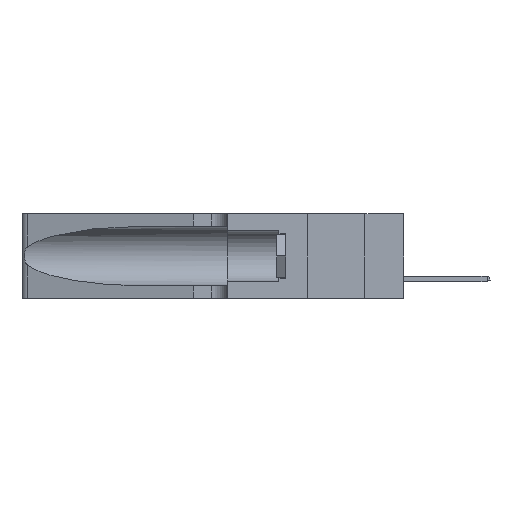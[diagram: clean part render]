
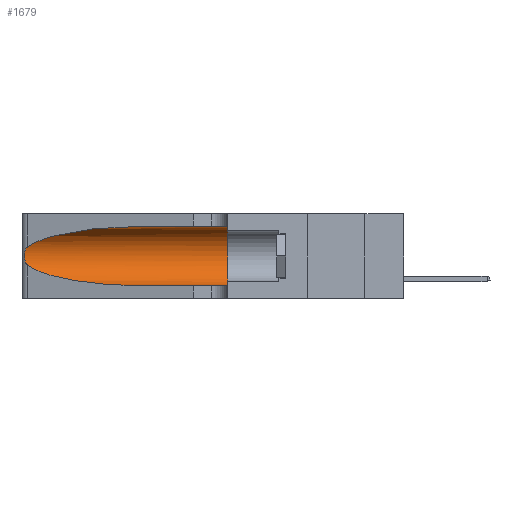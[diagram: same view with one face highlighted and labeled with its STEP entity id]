
A CAD part, left-side view. The second image highlights one B-rep face of the part: STEP entity #1679.
In plain terms, the highlighted cylindrical face has radius 3.308 mm (diameter 6.617 mm), a partial arc.
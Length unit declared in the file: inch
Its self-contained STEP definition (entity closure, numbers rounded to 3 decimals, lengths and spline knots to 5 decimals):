
#1679 = ADVANCED_FACE ( 'NONE', ( #35223 ), #20529, .F. ) ;
#2230 = CARTESIAN_POINT ( 'NONE',  ( 0.18966, 0.96281, 0.05475 ) ) ;
#2569 = CARTESIAN_POINT ( 'NONE',  ( 0.1305, 0.35, 0.185 ) ) ;
#3387 = AXIS2_PLACEMENT_3D ( 'NONE', #37146, #15433, #36689 ) ;
#5941 = LINE ( 'NONE', #37142, #20141 ) ;
#8399 =( BOUNDED_CURVE ( )  B_SPLINE_CURVE ( 3, ( #38739, #10055, #17362, #34736 ),
 .UNSPECIFIED., .F., .F. ) 
 B_SPLINE_CURVE_WITH_KNOTS ( ( 4, 4 ),
 ( 1.5708, 2.84003 ),
 .UNSPECIFIED. ) 
 CURVE ( )  GEOMETRIC_REPRESENTATION_ITEM ( )  RATIONAL_B_SPLINE_CURVE ( ( 1., 0.87, 0.87, 1. ) ) 
 REPRESENTATION_ITEM ( '' )  );
#8465 = CARTESIAN_POINT ( 'NONE',  ( 0.25787, 1.23484, 0.2124 ) ) ;
#9247 = VECTOR ( 'NONE', #20199, 39.37008 ) ;
#9249 = CARTESIAN_POINT ( 'NONE',  ( 0.1305, 1.61858, 0.31525 ) ) ;
#10055 = CARTESIAN_POINT ( 'NONE',  ( 0.18966, 0.96281, 0.31525 ) ) ;
#12209 = ORIENTED_EDGE ( 'NONE', *, *, #28295, .T. ) ;
#12242 = CARTESIAN_POINT ( 'NONE',  ( 0.25854, 1.2359, 0.20912 ) ) ;
#13615 = DIRECTION ( 'NONE',  ( 0., 1., 0. ) ) ;
#14112 = CARTESIAN_POINT ( 'NONE',  ( 0.26017, 1.23833, 0.17102 ) ) ;
#15303 = CARTESIAN_POINT ( 'NONE',  ( 0.25789, 1.23486, 0.15765 ) ) ;
#15433 = DIRECTION ( 'NONE',  ( 0., -1., 0. ) ) ;
#15477 = CARTESIAN_POINT ( 'NONE',  ( 0.25856, 1.23593, 0.16098 ) ) ;
#16086 = CARTESIAN_POINT ( 'NONE',  ( 0.25639, 1.23184, 0.21858 ) ) ;
#16479 = CARTESIAN_POINT ( 'NONE',  ( 0.25487, 1.22718, 0.14631 ) ) ;
#17253 = CARTESIAN_POINT ( 'NONE',  ( 0.1305, 0.35, 0.05475 ) ) ;
#17362 = CARTESIAN_POINT ( 'NONE',  ( 0.2373, 1.15595, 0.28018 ) ) ;
#17511 = CARTESIAN_POINT ( 'NONE',  ( 0.1305, 0.72297, 0.31525 ) ) ;
#17932 = CARTESIAN_POINT ( 'NONE',  ( 0.26075, 1.23896, 0.19203 ) ) ;
#20092 = EDGE_CURVE ( 'NONE', #37082, #37125, #5941, .T. ) ;
#20141 = VECTOR ( 'NONE', #44756, 39.37008 ) ;
#20199 = DIRECTION ( 'NONE',  ( 0., -1., 0. ) ) ;
#20529 = CYLINDRICAL_SURFACE ( 'NONE', #3387, 0.13025 ) ;
#21787 = B_SPLINE_CURVE_WITH_KNOTS ( 'NONE', 3,
 ( #36371, #29386, #16086, #8465, #12242, #35012, #17932, #35805, #14112, #15477, #15303, #37178, #40833, #33347 ),
 .UNSPECIFIED., .F., .F.,
 ( 4, 2, 2, 2, 2, 2, 4 ),
 ( 0., 0.00027, 0.00053, 0.00107, 0.0016, 0.00187, 0.00214 ),
 .UNSPECIFIED. ) ;
#23207 =( BOUNDED_CURVE ( )  B_SPLINE_CURVE ( 3, ( #16479, #45141, #2230, #26903 ),
 .UNSPECIFIED., .F., .F. ) 
 B_SPLINE_CURVE_WITH_KNOTS ( ( 4, 4 ),
 ( 3.44316, 4.71239 ),
 .UNSPECIFIED. ) 
 CURVE ( )  GEOMETRIC_REPRESENTATION_ITEM ( )  RATIONAL_B_SPLINE_CURVE ( ( 1., 0.87, 0.87, 1. ) ) 
 REPRESENTATION_ITEM ( '' )  );
#25046 = CARTESIAN_POINT ( 'NONE',  ( 0.1305, 0.72297, 0.05475 ) ) ;
#25226 = ORIENTED_EDGE ( 'NONE', *, *, #41561, .F. ) ;
#26903 = CARTESIAN_POINT ( 'NONE',  ( 0.1305, 0.72297, 0.05475 ) ) ;
#27302 = ORIENTED_EDGE ( 'NONE', *, *, #42342, .F. ) ;
#27558 = DIRECTION ( 'NONE',  ( 0., 0., 1. ) ) ;
#28295 = EDGE_CURVE ( 'NONE', #39014, #38702, #8399, .T. ) ;
#29386 = CARTESIAN_POINT ( 'NONE',  ( 0.25555, 1.22994, 0.2215 ) ) ;
#31094 = AXIS2_PLACEMENT_3D ( 'NONE', #2569, #13615, #27558 ) ;
#31119 = ORIENTED_EDGE ( 'NONE', *, *, #34318, .T. ) ;
#32632 = EDGE_LOOP ( 'NONE', ( #12209, #31119, #33541, #33302, #27302, #25226 ) ) ;
#33067 = LINE ( 'NONE', #9249, #9247 ) ;
#33302 = ORIENTED_EDGE ( 'NONE', *, *, #20092, .T. ) ;
#33347 = CARTESIAN_POINT ( 'NONE',  ( 0.25487, 1.22718, 0.14631 ) ) ;
#33541 = ORIENTED_EDGE ( 'NONE', *, *, #40310, .T. ) ;
#33802 = VERTEX_POINT ( 'NONE', #44857 ) ;
#34318 = EDGE_CURVE ( 'NONE', #38702, #33802, #21787, .T. ) ;
#34736 = CARTESIAN_POINT ( 'NONE',  ( 0.25487, 1.22718, 0.22369 ) ) ;
#35012 = CARTESIAN_POINT ( 'NONE',  ( 0.26018, 1.23835, 0.19895 ) ) ;
#35223 = FACE_OUTER_BOUND ( 'NONE', #32632, .T. ) ;
#35805 = CARTESIAN_POINT ( 'NONE',  ( 0.26075, 1.23896, 0.178 ) ) ;
#36371 = CARTESIAN_POINT ( 'NONE',  ( 0.25487, 1.22718, 0.22369 ) ) ;
#36689 = DIRECTION ( 'NONE',  ( 0., 0., -1. ) ) ;
#37082 = VERTEX_POINT ( 'NONE', #25046 ) ;
#37125 = VERTEX_POINT ( 'NONE', #17253 ) ;
#37142 = CARTESIAN_POINT ( 'NONE',  ( 0.1305, 1.61858, 0.05475 ) ) ;
#37146 = CARTESIAN_POINT ( 'NONE',  ( 0.1305, 1.61858, 0.185 ) ) ;
#37178 = CARTESIAN_POINT ( 'NONE',  ( 0.25639, 1.23186, 0.15144 ) ) ;
#38702 = VERTEX_POINT ( 'NONE', #46184 ) ;
#38739 = CARTESIAN_POINT ( 'NONE',  ( 0.1305, 0.72297, 0.31525 ) ) ;
#39014 = VERTEX_POINT ( 'NONE', #17511 ) ;
#40310 = EDGE_CURVE ( 'NONE', #33802, #37082, #23207, .T. ) ;
#40833 = CARTESIAN_POINT ( 'NONE',  ( 0.25555, 1.22993, 0.14849 ) ) ;
#41561 = EDGE_CURVE ( 'NONE', #39014, #44397, #33067, .T. ) ;
#42172 = CIRCLE ( 'NONE', #31094, 0.13025 ) ;
#42342 = EDGE_CURVE ( 'NONE', #44397, #37125, #42172, .T. ) ;
#44397 = VERTEX_POINT ( 'NONE', #45457 ) ;
#44756 = DIRECTION ( 'NONE',  ( 0., -1., 0. ) ) ;
#44857 = CARTESIAN_POINT ( 'NONE',  ( 0.25487, 1.22718, 0.14631 ) ) ;
#45141 = CARTESIAN_POINT ( 'NONE',  ( 0.2373, 1.15595, 0.08982 ) ) ;
#45457 = CARTESIAN_POINT ( 'NONE',  ( 0.1305, 0.35, 0.31525 ) ) ;
#46184 = CARTESIAN_POINT ( 'NONE',  ( 0.25487, 1.22718, 0.22369 ) ) ;
